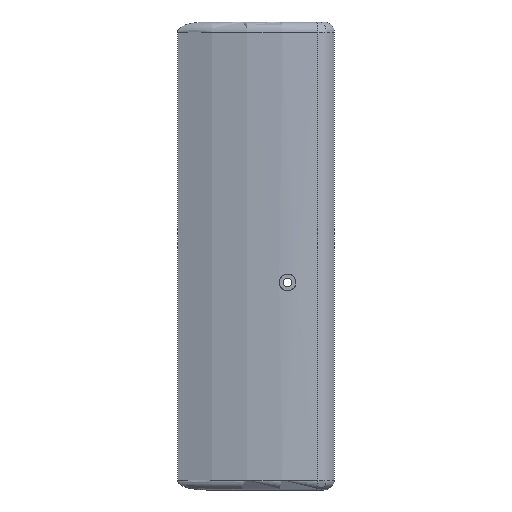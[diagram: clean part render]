
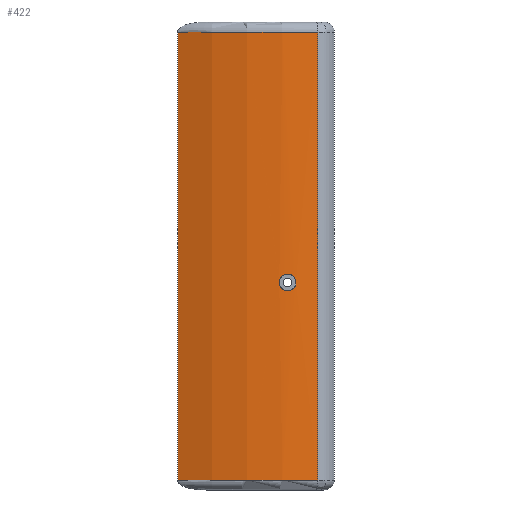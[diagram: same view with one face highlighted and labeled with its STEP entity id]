
A CAD part, left-side view. The second image highlights one B-rep face of the part: STEP entity #422.
In plain terms, the highlighted cylindrical face has radius 60.568 mm (diameter 121.135 mm), a partial arc.
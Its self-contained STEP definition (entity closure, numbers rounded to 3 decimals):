
#15=CYLINDRICAL_SURFACE('',#484,60.568);
#30=FACE_BOUND('',#141,.T.);
#36=LINE('',#733,#60);
#41=LINE('',#776,#65);
#60=VECTOR('',#541,10.);
#65=VECTOR('',#578,10.);
#105=FACE_OUTER_BOUND('',#140,.T.);
#140=EDGE_LOOP('',(#339,#340,#341,#342));
#141=EDGE_LOOP('',(#343,#344));
#170=CIRCLE('',#465,60.568);
#179=CIRCLE('',#477,60.568);
#196=B_SPLINE_CURVE_WITH_KNOTS('',3,(#779,#780,#781,#782,#783,#784,#785,
#786,#787,#788,#789,#790,#791,#792,#793,#794,#795,#796),.UNSPECIFIED.,.F.,
 .F.,(4,2,2,2,2,2,2,2,4),(0.,0.079,0.158,0.237,
0.317,0.396,0.475,0.554,
0.633),.UNSPECIFIED.);
#197=B_SPLINE_CURVE_WITH_KNOTS('',3,(#797,#798,#799,#800,#801,#802,#803,
#804,#805,#806,#807,#808,#809,#810,#811,#812,#813,#814),.UNSPECIFIED.,.F.,
 .F.,(4,2,2,2,2,2,2,2,4),(0.633,0.712,0.792,
0.871,0.95,1.029,1.109,1.188,
1.267),.UNSPECIFIED.);
#203=VERTEX_POINT('',#677);
#205=VERTEX_POINT('',#683);
#209=VERTEX_POINT('',#718);
#220=VERTEX_POINT('',#755);
#223=VERTEX_POINT('',#777);
#224=VERTEX_POINT('',#778);
#244=EDGE_CURVE('',#205,#203,#170,.T.);
#251=EDGE_CURVE('',#205,#209,#36,.T.);
#263=EDGE_CURVE('',#220,#209,#179,.T.);
#269=EDGE_CURVE('',#220,#203,#41,.T.);
#270=EDGE_CURVE('',#223,#224,#196,.T.);
#271=EDGE_CURVE('',#224,#223,#197,.T.);
#339=ORIENTED_EDGE('',*,*,#244,.F.);
#340=ORIENTED_EDGE('',*,*,#251,.T.);
#341=ORIENTED_EDGE('',*,*,#263,.F.);
#342=ORIENTED_EDGE('',*,*,#269,.T.);
#343=ORIENTED_EDGE('',*,*,#270,.T.);
#344=ORIENTED_EDGE('',*,*,#271,.T.);
#422=ADVANCED_FACE('',(#105,#30),#15,.T.);
#465=AXIS2_PLACEMENT_3D('',#698,#530,#531);
#477=AXIS2_PLACEMENT_3D('',#757,#562,#563);
#484=AXIS2_PLACEMENT_3D('',#775,#576,#577);
#530=DIRECTION('center_axis',(0.,0.,1.));
#531=DIRECTION('ref_axis',(-0.994,0.113,0.));
#541=DIRECTION('',(0.,0.,-1.));
#562=DIRECTION('center_axis',(0.,0.,-1.));
#563=DIRECTION('ref_axis',(-0.994,0.113,0.));
#576=DIRECTION('center_axis',(0.,0.,-1.));
#577=DIRECTION('ref_axis',(-0.917,0.398,0.));
#578=DIRECTION('',(0.,0.,1.));
#677=CARTESIAN_POINT('',(-20.817,-17.15,109.5));
#683=CARTESIAN_POINT('',(-16.817,17.908,109.5));
#698=CARTESIAN_POINT('Origin',(38.75,-6.189,109.5));
#718=CARTESIAN_POINT('',(-16.817,17.908,-2.5));
#733=CARTESIAN_POINT('',(-16.817,17.908,0.));
#755=CARTESIAN_POINT('',(-20.817,-17.15,-2.5));
#757=CARTESIAN_POINT('Origin',(38.75,-6.189,-2.5));
#775=CARTESIAN_POINT('Origin',(38.75,-6.189,0.));
#776=CARTESIAN_POINT('',(-20.817,-17.15,0.));
#777=CARTESIAN_POINT('',(-21.804,-7.45,46.9));
#778=CARTESIAN_POINT('',(-21.571,-11.65,46.9));
#779=CARTESIAN_POINT('Ctrl Pts',(-21.804,-7.45,46.9));
#780=CARTESIAN_POINT('Ctrl Pts',(-21.804,-7.45,47.164));
#781=CARTESIAN_POINT('Ctrl Pts',(-21.803,-7.503,47.445));
#782=CARTESIAN_POINT('Ctrl Pts',(-21.798,-7.717,47.962));
#783=CARTESIAN_POINT('Ctrl Pts',(-21.794,-7.879,48.198));
#784=CARTESIAN_POINT('Ctrl Pts',(-21.783,-8.251,48.571));
#785=CARTESIAN_POINT('Ctrl Pts',(-21.774,-8.488,48.733));
#786=CARTESIAN_POINT('Ctrl Pts',(-21.753,-9.005,48.947));
#787=CARTESIAN_POINT('Ctrl Pts',(-21.739,-9.286,49.));
#788=CARTESIAN_POINT('Ctrl Pts',(-21.71,-9.814,49.));
#789=CARTESIAN_POINT('Ctrl Pts',(-21.692,-10.095,48.947));
#790=CARTESIAN_POINT('Ctrl Pts',(-21.656,-10.613,48.733));
#791=CARTESIAN_POINT('Ctrl Pts',(-21.638,-10.849,48.571));
#792=CARTESIAN_POINT('Ctrl Pts',(-21.608,-11.222,48.198));
#793=CARTESIAN_POINT('Ctrl Pts',(-21.594,-11.383,47.962));
#794=CARTESIAN_POINT('Ctrl Pts',(-21.576,-11.597,47.445));
#795=CARTESIAN_POINT('Ctrl Pts',(-21.571,-11.65,47.164));
#796=CARTESIAN_POINT('Ctrl Pts',(-21.571,-11.65,46.9));
#797=CARTESIAN_POINT('Ctrl Pts',(-21.571,-11.65,46.9));
#798=CARTESIAN_POINT('Ctrl Pts',(-21.571,-11.65,46.636));
#799=CARTESIAN_POINT('Ctrl Pts',(-21.576,-11.597,46.355));
#800=CARTESIAN_POINT('Ctrl Pts',(-21.594,-11.383,45.838));
#801=CARTESIAN_POINT('Ctrl Pts',(-21.608,-11.222,45.602));
#802=CARTESIAN_POINT('Ctrl Pts',(-21.638,-10.849,45.229));
#803=CARTESIAN_POINT('Ctrl Pts',(-21.656,-10.613,45.067));
#804=CARTESIAN_POINT('Ctrl Pts',(-21.692,-10.095,44.853));
#805=CARTESIAN_POINT('Ctrl Pts',(-21.71,-9.814,44.8));
#806=CARTESIAN_POINT('Ctrl Pts',(-21.739,-9.286,44.8));
#807=CARTESIAN_POINT('Ctrl Pts',(-21.753,-9.005,44.853));
#808=CARTESIAN_POINT('Ctrl Pts',(-21.774,-8.488,45.067));
#809=CARTESIAN_POINT('Ctrl Pts',(-21.783,-8.251,45.229));
#810=CARTESIAN_POINT('Ctrl Pts',(-21.794,-7.879,45.602));
#811=CARTESIAN_POINT('Ctrl Pts',(-21.798,-7.717,45.838));
#812=CARTESIAN_POINT('Ctrl Pts',(-21.803,-7.503,46.355));
#813=CARTESIAN_POINT('Ctrl Pts',(-21.804,-7.45,46.636));
#814=CARTESIAN_POINT('Ctrl Pts',(-21.804,-7.45,46.9));
